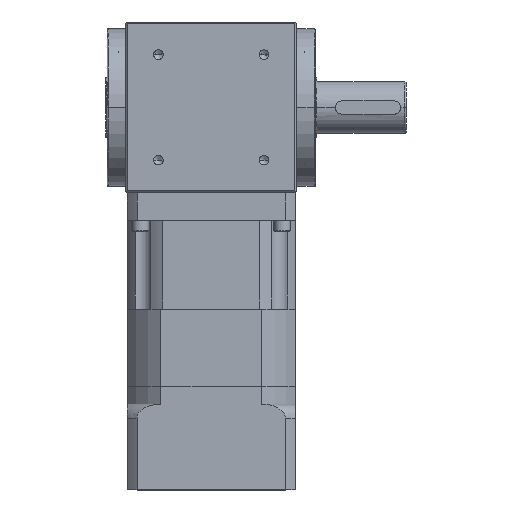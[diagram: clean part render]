
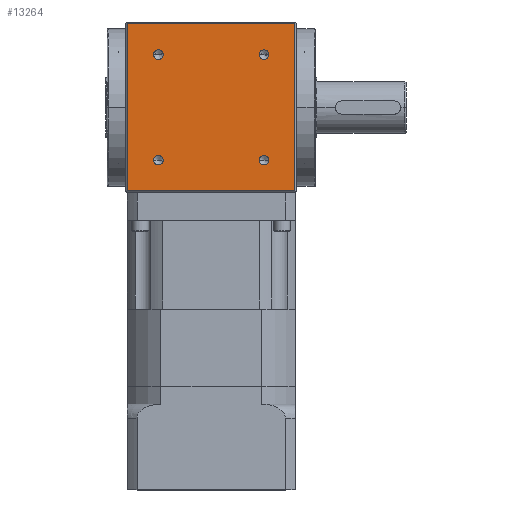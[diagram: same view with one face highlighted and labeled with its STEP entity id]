
A CAD part, top view. The second image highlights one B-rep face of the part: STEP entity #13264.
In plain terms, the highlighted planar face has unit normal (0, 0, 1).
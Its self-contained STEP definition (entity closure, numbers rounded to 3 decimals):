
#395 = ORIENTED_EDGE ( 'NONE', *, *, #15543, .F. ) ;
#399 = CIRCLE ( 'NONE', #13936, 5.1 ) ;
#624 = CARTESIAN_POINT ( 'NONE',  ( 0., -89.5, 91.5 ) ) ;
#748 = AXIS2_PLACEMENT_3D ( 'NONE', #13863, #13785, #13700 ) ;
#858 = CARTESIAN_POINT ( 'NONE',  ( -51.469, -56.569, 91.5 ) ) ;
#1231 = FACE_BOUND ( 'NONE', #4751, .T. ) ;
#1392 = EDGE_LOOP ( 'NONE', ( #1469, #395 ) ) ;
#1469 = ORIENTED_EDGE ( 'NONE', *, *, #25284, .F. ) ;
#1780 = VECTOR ( 'NONE', #17298, 1000. ) ;
#1853 = FACE_BOUND ( 'NONE', #20074, .T. ) ;
#2167 = ORIENTED_EDGE ( 'NONE', *, *, #6636, .F. ) ;
#2214 = CARTESIAN_POINT ( 'NONE',  ( -56.569, -56.569, 91.5 ) ) ;
#2375 = EDGE_CURVE ( 'NONE', #16932, #7451, #24847, .T. ) ;
#2437 = CARTESIAN_POINT ( 'NONE',  ( 0., 0., 91.5 ) ) ;
#2589 = EDGE_LOOP ( 'NONE', ( #22743, #20117, #4670, #10586 ) ) ;
#2620 = VERTEX_POINT ( 'NONE', #14879 ) ;
#2634 = DIRECTION ( 'NONE',  ( 1., 0., 0. ) ) ;
#2853 = VERTEX_POINT ( 'NONE', #10043 ) ;
#2863 = DIRECTION ( 'NONE',  ( 0., 0., 1. ) ) ;
#2917 = CARTESIAN_POINT ( 'NONE',  ( 89.5, 0., 91.5 ) ) ;
#3090 = EDGE_CURVE ( 'NONE', #13763, #9809, #19059, .T. ) ;
#4266 = DIRECTION ( 'NONE',  ( 1., 0., 0. ) ) ;
#4384 = AXIS2_PLACEMENT_3D ( 'NONE', #23130, #2863, #25375 ) ;
#4504 = DIRECTION ( 'NONE',  ( 1., 0., 0. ) ) ;
#4670 = ORIENTED_EDGE ( 'NONE', *, *, #5619, .T. ) ;
#4751 = EDGE_LOOP ( 'NONE', ( #5563, #2167 ) ) ;
#5097 = VERTEX_POINT ( 'NONE', #7011 ) ;
#5159 = LINE ( 'NONE', #23641, #24100 ) ;
#5256 = EDGE_CURVE ( 'NONE', #5097, #2853, #5915, .T. ) ;
#5259 = DIRECTION ( 'NONE',  ( 0., 0., 1. ) ) ;
#5366 = LINE ( 'NONE', #624, #19761 ) ;
#5427 = EDGE_LOOP ( 'NONE', ( #8728, #11092 ) ) ;
#5563 = ORIENTED_EDGE ( 'NONE', *, *, #3090, .F. ) ;
#5619 = EDGE_CURVE ( 'NONE', #7451, #2620, #17509, .T. ) ;
#5915 = CIRCLE ( 'NONE', #25167, 5.1 ) ;
#6464 = EDGE_CURVE ( 'NONE', #2620, #19858, #5159, .T. ) ;
#6586 = FACE_BOUND ( 'NONE', #5427, .T. ) ;
#6636 = EDGE_CURVE ( 'NONE', #9809, #13763, #22532, .T. ) ;
#7011 = CARTESIAN_POINT ( 'NONE',  ( 51.469, 56.569, 91.5 ) ) ;
#7376 = CIRCLE ( 'NONE', #20507, 5.1 ) ;
#7451 = VERTEX_POINT ( 'NONE', #7590 ) ;
#7526 = CARTESIAN_POINT ( 'NONE',  ( 51.469, -56.569, 91.5 ) ) ;
#7590 = CARTESIAN_POINT ( 'NONE',  ( 89.5, 89.5, 91.5 ) ) ;
#7879 = AXIS2_PLACEMENT_3D ( 'NONE', #2437, #16239, #4504 ) ;
#8263 = CARTESIAN_POINT ( 'NONE',  ( -56.569, -56.569, 91.5 ) ) ;
#8337 = CARTESIAN_POINT ( 'NONE',  ( -61.669, -56.569, 91.5 ) ) ;
#8728 = ORIENTED_EDGE ( 'NONE', *, *, #25266, .F. ) ;
#9373 = VERTEX_POINT ( 'NONE', #8337 ) ;
#9809 = VERTEX_POINT ( 'NONE', #7526 ) ;
#9998 = PLANE ( 'NONE',  #7879 ) ;
#10006 = AXIS2_PLACEMENT_3D ( 'NONE', #10110, #23697, #12094 ) ;
#10043 = CARTESIAN_POINT ( 'NONE',  ( 61.669, 56.569, 91.5 ) ) ;
#10110 = CARTESIAN_POINT ( 'NONE',  ( 56.569, 56.569, 91.5 ) ) ;
#10142 = DIRECTION ( 'NONE',  ( 0., 0., 1. ) ) ;
#10248 = DIRECTION ( 'NONE',  ( 1., 0., 0. ) ) ;
#10586 = ORIENTED_EDGE ( 'NONE', *, *, #6464, .T. ) ;
#10995 = DIRECTION ( 'NONE',  ( 1., 0., 0. ) ) ;
#11092 = ORIENTED_EDGE ( 'NONE', *, *, #5256, .F. ) ;
#11175 = DIRECTION ( 'NONE',  ( 0., 0., 1. ) ) ;
#11257 = CARTESIAN_POINT ( 'NONE',  ( 56.569, 56.569, 91.5 ) ) ;
#11528 = CARTESIAN_POINT ( 'NONE',  ( -51.469, 56.569, 91.5 ) ) ;
#11700 = CARTESIAN_POINT ( 'NONE',  ( -61.669, 56.569, 91.5 ) ) ;
#12094 = DIRECTION ( 'NONE',  ( 1., 0., 0. ) ) ;
#12934 = EDGE_CURVE ( 'NONE', #19858, #16932, #5366, .T. ) ;
#13264 = ADVANCED_FACE ( 'NONE', ( #1853, #6586, #1231, #21525, #16354 ), #9998, .T. ) ;
#13603 = VERTEX_POINT ( 'NONE', #11700 ) ;
#13700 = DIRECTION ( 'NONE',  ( 1., 0., 0. ) ) ;
#13763 = VERTEX_POINT ( 'NONE', #19902 ) ;
#13785 = DIRECTION ( 'NONE',  ( 0., 0., 1. ) ) ;
#13863 = CARTESIAN_POINT ( 'NONE',  ( 56.569, -56.569, 91.5 ) ) ;
#13936 = AXIS2_PLACEMENT_3D ( 'NONE', #2214, #16009, #4266 ) ;
#14850 = CIRCLE ( 'NONE', #18294, 5.1 ) ;
#14879 = CARTESIAN_POINT ( 'NONE',  ( -89.5, 89.5, 91.5 ) ) ;
#15543 = EDGE_CURVE ( 'NONE', #9373, #20454, #18018, .T. ) ;
#15920 = AXIS2_PLACEMENT_3D ( 'NONE', #8263, #21843, #10248 ) ;
#16009 = DIRECTION ( 'NONE',  ( 0., 0., 1. ) ) ;
#16239 = DIRECTION ( 'NONE',  ( 0., 0., 1. ) ) ;
#16354 = FACE_OUTER_BOUND ( 'NONE', #2589, .T. ) ;
#16652 = DIRECTION ( 'NONE',  ( 0., 1., 0. ) ) ;
#16932 = VERTEX_POINT ( 'NONE', #21565 ) ;
#16976 = CARTESIAN_POINT ( 'NONE',  ( -56.569, 56.569, 91.5 ) ) ;
#17230 = VECTOR ( 'NONE', #16652, 1000. ) ;
#17298 = DIRECTION ( 'NONE',  ( -1., 0., 0. ) ) ;
#17378 = CARTESIAN_POINT ( 'NONE',  ( 0., 89.5, 91.5 ) ) ;
#17509 = LINE ( 'NONE', #17378, #1780 ) ;
#17774 = DIRECTION ( 'NONE',  ( 0., -1., 0. ) ) ;
#17905 = ORIENTED_EDGE ( 'NONE', *, *, #24632, .F. ) ;
#18018 = CIRCLE ( 'NONE', #15920, 5.1 ) ;
#18294 = AXIS2_PLACEMENT_3D ( 'NONE', #16976, #5259, #18967 ) ;
#18457 = EDGE_CURVE ( 'NONE', #13603, #23719, #14850, .T. ) ;
#18967 = DIRECTION ( 'NONE',  ( 1., 0., 0. ) ) ;
#19059 = CIRCLE ( 'NONE', #4384, 5.1 ) ;
#19761 = VECTOR ( 'NONE', #2634, 1000. ) ;
#19858 = VERTEX_POINT ( 'NONE', #24374 ) ;
#19902 = CARTESIAN_POINT ( 'NONE',  ( 61.669, -56.569, 91.5 ) ) ;
#20074 = EDGE_LOOP ( 'NONE', ( #17905, #20146 ) ) ;
#20117 = ORIENTED_EDGE ( 'NONE', *, *, #2375, .T. ) ;
#20146 = ORIENTED_EDGE ( 'NONE', *, *, #18457, .F. ) ;
#20454 = VERTEX_POINT ( 'NONE', #858 ) ;
#20507 = AXIS2_PLACEMENT_3D ( 'NONE', #21730, #10142, #23722 ) ;
#21525 = FACE_BOUND ( 'NONE', #1392, .T. ) ;
#21565 = CARTESIAN_POINT ( 'NONE',  ( 89.5, -89.5, 91.5 ) ) ;
#21730 = CARTESIAN_POINT ( 'NONE',  ( -56.569, 56.569, 91.5 ) ) ;
#21843 = DIRECTION ( 'NONE',  ( 0., 0., 1. ) ) ;
#22532 = CIRCLE ( 'NONE', #748, 5.1 ) ;
#22550 = CIRCLE ( 'NONE', #10006, 5.1 ) ;
#22743 = ORIENTED_EDGE ( 'NONE', *, *, #12934, .T. ) ;
#23130 = CARTESIAN_POINT ( 'NONE',  ( 56.569, -56.569, 91.5 ) ) ;
#23641 = CARTESIAN_POINT ( 'NONE',  ( -89.5, 0., 91.5 ) ) ;
#23697 = DIRECTION ( 'NONE',  ( 0., 0., 1. ) ) ;
#23719 = VERTEX_POINT ( 'NONE', #11528 ) ;
#23722 = DIRECTION ( 'NONE',  ( 1., 0., 0. ) ) ;
#24100 = VECTOR ( 'NONE', #17774, 1000. ) ;
#24374 = CARTESIAN_POINT ( 'NONE',  ( -89.5, -89.5, 91.5 ) ) ;
#24632 = EDGE_CURVE ( 'NONE', #23719, #13603, #7376, .T. ) ;
#24847 = LINE ( 'NONE', #2917, #17230 ) ;
#25167 = AXIS2_PLACEMENT_3D ( 'NONE', #11257, #11175, #10995 ) ;
#25266 = EDGE_CURVE ( 'NONE', #2853, #5097, #22550, .T. ) ;
#25284 = EDGE_CURVE ( 'NONE', #20454, #9373, #399, .T. ) ;
#25375 = DIRECTION ( 'NONE',  ( 1., 0., 0. ) ) ;
